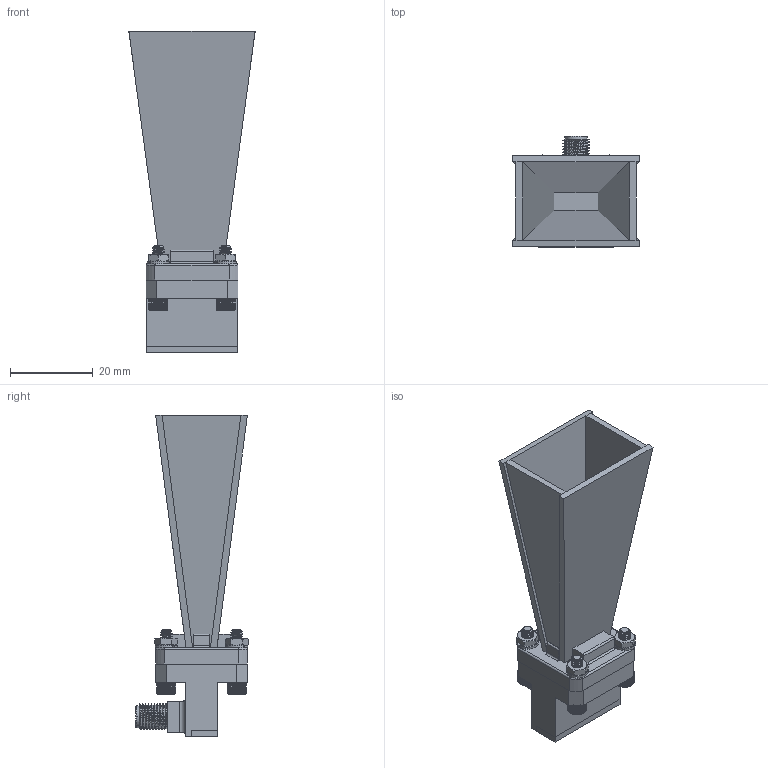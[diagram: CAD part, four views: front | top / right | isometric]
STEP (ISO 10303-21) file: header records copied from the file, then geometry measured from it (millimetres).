
FILE_DESCRIPTION (( 'STEP AP214' ), '1' );
FILE_NAME ('PE9852B-2F-15_3D.STEP', '2021-01-18T16:01:29', ( '' ), ( '' ), 'SwSTEP 2.0', 'SolidWorks 2018', '' );
FILE_SCHEMA (( 'AUTOMOTIVE_DESIGN' ));
Length unit declared in the file: millimetre
Products named in the file (6): PE9812; 4-LW; 4-40SH-HXx.5_92196A110; PE9852B-2F-15_3D; 4-40HN-NARROW_90760A210; PE9852B-15
Assembly tree (14 placements, depth 2):
  PE9852B-2F-15_3D
    PE9812
    PE9852B-15
    4-40SH-HXx.5_92196A110  x4
    4-40HN-NARROW_90760A210  x4
    4-LW  x4
Bounding box: 30.55 x 27.11 x 77.83 mm (x, y, z)
Volume: 12601.2 mm3; surface area: 14708.2 mm2
Topology: 17 solids, 17 shells, 1250 faces, 2964 edges, 1760 vertices
Faces by surface type: plane 697, cone 372, cylinder 149, bspline 28, torus 4
Full cylindrical faces by diameter (mm): 3.023 x1, 3.048 x3
Entity records: 22817 total; most frequent: CARTESIAN_POINT 10581, ORIENTED_EDGE 2716, DIRECTION 2173, EDGE_CURVE 1358, VERTEX_POINT 846, AXIS2_PLACEMENT_3D 803, EDGE_LOOP 594, LINE 567
